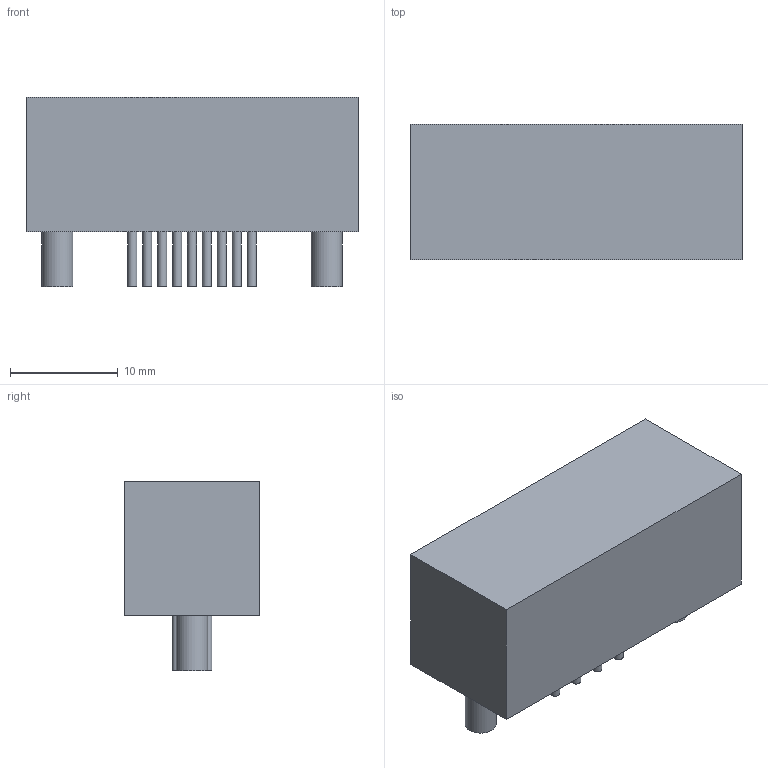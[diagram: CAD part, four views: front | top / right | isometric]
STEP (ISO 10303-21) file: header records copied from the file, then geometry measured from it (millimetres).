
FILE_DESCRIPTION(('FreeCAD Model'),'2;1');
FILE_NAME('1501274.1.2.stp','2020-06-11T11:17:47',( 'Author'),(''),'Open CASCADE STEP processor 6.9','FreeCAD','Unknown' );
FILE_SCHEMA(('AUTOMOTIVE_DESIGN { 1 0 10303 214 1 1 1 1 }'));
Length unit declared in the file: millimetre
Products named in the file (3): ASSEMBLY; Body; Leads
Assembly tree (12 placements, depth 2):
  ASSEMBLY
    Body
    Leads  x11
Bounding box: 30.8 x 12.55 x 17.58 mm (x, y, z)
Volume: 5844.9 mm3; surface area: 4610.1 mm2
Topology: 122 solids, 122 shells, 369 faces, 375 edges, 250 vertices
Faces by surface type: plane 248, cylinder 121
Full cylindrical faces by diameter (mm): 0.84 x99, 2.9 x22
Entity records: 1562 total; most frequent: DIRECTION 261, CARTESIAN_POINT 217, LINE 91, VECTOR 91, ORIENTED_EDGE 90, PCURVE 90, DEFINITIONAL_REPRESENTATION 90, AXIS2_PLACEMENT_3D 74
